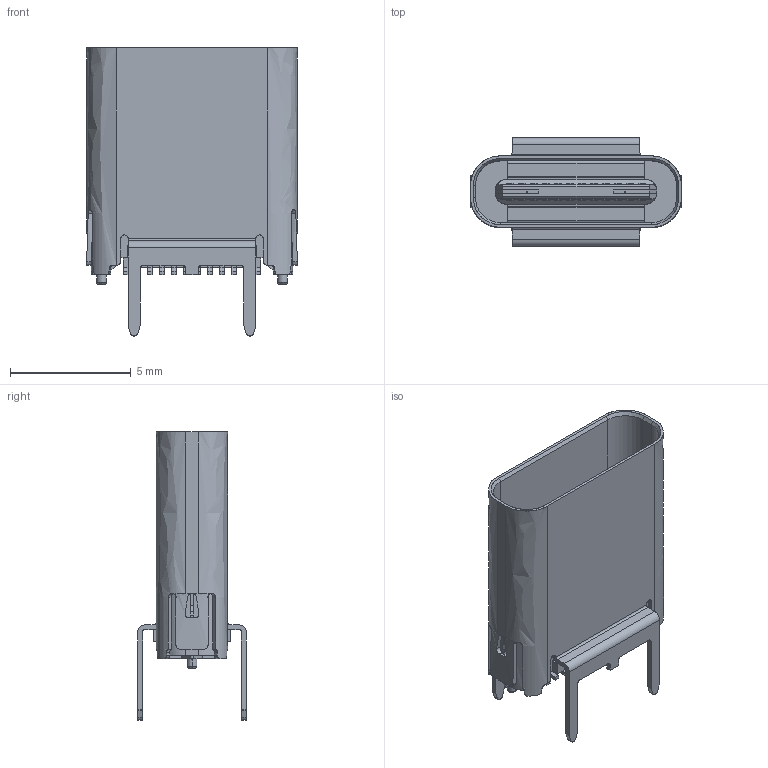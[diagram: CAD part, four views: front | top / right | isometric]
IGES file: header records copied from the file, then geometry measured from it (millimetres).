
Start section: SolidWorks IGES file using analytic representation for surfaces
Global section: file name: KUSBVX-SMT3-CS-B30TRC.IGS; native system: SolidWorks 2014; preprocessor: SolidWorks 2014; author: Garrett; date: 180723.141844; units: millimetre
Bounding box: 8.74 x 4.5 x 11.94 mm (x, y, z)
Surface area: 534.2 mm2 (no closed solid volume)
Topology: 0 solids, 0 shells, 731 faces, 5099 edges, 5099 vertices
Faces by surface type: bspline 542, revolution 189
